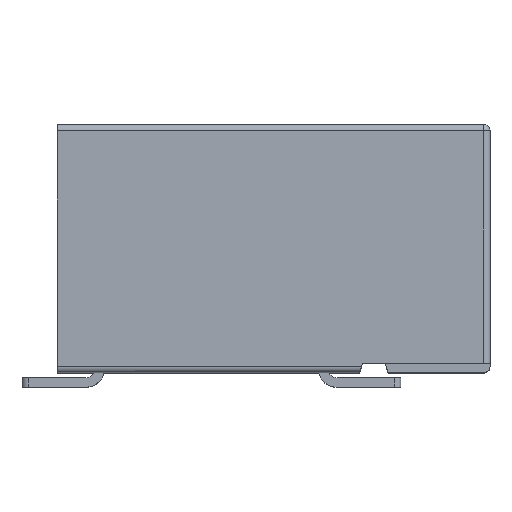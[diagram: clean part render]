
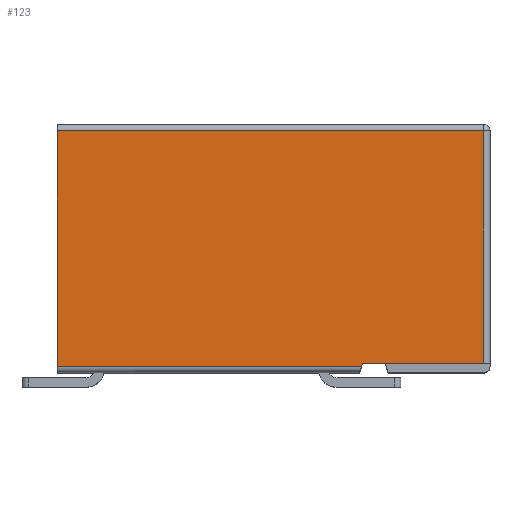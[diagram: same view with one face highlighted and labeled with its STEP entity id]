
A CAD part, top view. The second image highlights one B-rep face of the part: STEP entity #123.
In plain terms, the highlighted planar face has unit normal (0, 0, 1).
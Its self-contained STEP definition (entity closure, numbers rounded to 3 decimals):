
#123 = ADVANCED_FACE( '', ( #395 ), #396, .T. );
#395 = FACE_OUTER_BOUND( '', #850, .T. );
#396 = PLANE( '', #851 );
#850 = EDGE_LOOP( '', ( #1645, #1646, #1647, #1648, #1649, #1650 ) );
#851 = AXIS2_PLACEMENT_3D( '', #1651, #1652, #1653 );
#1645 = ORIENTED_EDGE( '', *, *, #3228, .T. );
#1646 = ORIENTED_EDGE( '', *, *, #3164, .F. );
#1647 = ORIENTED_EDGE( '', *, *, #3203, .F. );
#1648 = ORIENTED_EDGE( '', *, *, #3229, .T. );
#1649 = ORIENTED_EDGE( '', *, *, #3230, .T. );
#1650 = ORIENTED_EDGE( '', *, *, #3071, .T. );
#1651 = CARTESIAN_POINT( '', ( 5.05, 0.2, 9.2 ) );
#1652 = DIRECTION( '', ( 0., 0., 1. ) );
#1653 = DIRECTION( '', ( 1., 0., 0. ) );
#3071 = EDGE_CURVE( '', #3682, #3683, #3684, .T. );
#3164 = EDGE_CURVE( '', #3847, #3849, #3850, .T. );
#3203 = EDGE_CURVE( '', #3914, #3847, #3916, .T. );
#3228 = EDGE_CURVE( '', #3683, #3849, #3950, .T. );
#3229 = EDGE_CURVE( '', #3914, #3951, #3952, .T. );
#3230 = EDGE_CURVE( '', #3951, #3682, #3953, .T. );
#3682 = VERTEX_POINT( '', #4659 );
#3683 = VERTEX_POINT( '', #4660 );
#3684 = LINE( '', #4661, #4662 );
#3847 = VERTEX_POINT( '', #4898 );
#3849 = VERTEX_POINT( '', #4901 );
#3850 = LINE( '', #4902, #4903 );
#3914 = VERTEX_POINT( '', #4996 );
#3916 = LINE( '', #4998, #4999 );
#3950 = LINE( '', #5055, #5056 );
#3951 = VERTEX_POINT( '', #5057 );
#3952 = LINE( '', #5058, #5059 );
#3953 = LINE( '', #5060, #5061 );
#4659 = CARTESIAN_POINT( '', ( -8.35, 7.6, 9.2 ) );
#4660 = CARTESIAN_POINT( '', ( -8.35, 0.2, 9.2 ) );
#4661 = CARTESIAN_POINT( '', ( -8.35, 7.8, 9.2 ) );
#4662 = VECTOR( '', #6055, 1000. );
#4898 = CARTESIAN_POINT( '', ( 1.25, 0.3, 9.2 ) );
#4901 = CARTESIAN_POINT( '', ( 1.217, 0.2, 9.2 ) );
#4902 = CARTESIAN_POINT( '', ( 1.25, 0.3, 9.2 ) );
#4903 = VECTOR( '', #6184, 1000. );
#4996 = CARTESIAN_POINT( '', ( 5.05, 0.3, 9.2 ) );
#4998 = CARTESIAN_POINT( '', ( 5.25, 0.3, 9.2 ) );
#4999 = VECTOR( '', #6241, 1000. );
#5055 = CARTESIAN_POINT( '', ( 5.05, 0.2, 9.2 ) );
#5056 = VECTOR( '', #6270, 1000. );
#5057 = CARTESIAN_POINT( '', ( 5.05, 7.6, 9.2 ) );
#5058 = CARTESIAN_POINT( '', ( 5.05, 7.6, 9.2 ) );
#5059 = VECTOR( '', #6271, 1000. );
#5060 = CARTESIAN_POINT( '', ( -8.35, 7.6, 9.2 ) );
#5061 = VECTOR( '', #6272, 1000. );
#6055 = DIRECTION( '', ( 0., -1., 0. ) );
#6184 = DIRECTION( '', ( -0.316, -0.949, 0. ) );
#6241 = DIRECTION( '', ( -1., 0., 0. ) );
#6270 = DIRECTION( '', ( 1., 0., 0. ) );
#6271 = DIRECTION( '', ( 0., 1., 0. ) );
#6272 = DIRECTION( '', ( -1., 0., 0. ) );
